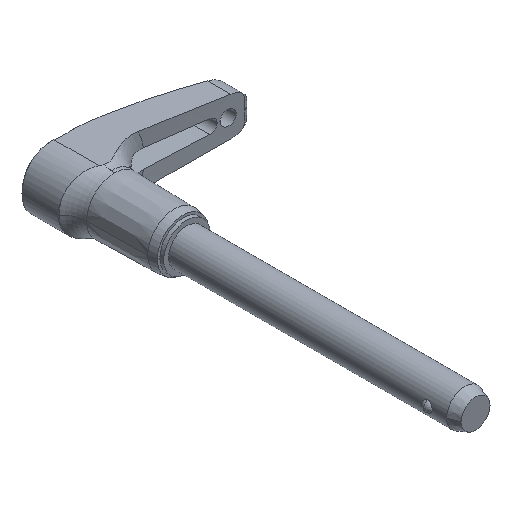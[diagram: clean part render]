
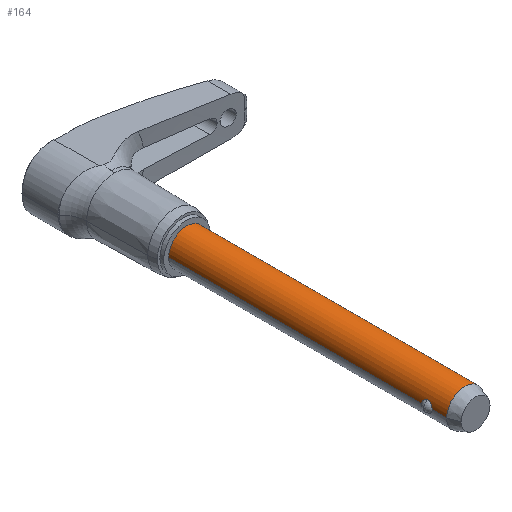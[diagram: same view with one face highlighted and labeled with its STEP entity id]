
A CAD part, isometric view. The second image highlights one B-rep face of the part: STEP entity #164.
In plain terms, the highlighted cylindrical face has radius 4.763 mm (diameter 9.525 mm), a partial arc.
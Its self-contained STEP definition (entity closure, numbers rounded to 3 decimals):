
#164=ADVANCED_FACE('',(#350),#351,.T.);
#350=FACE_OUTER_BOUND('',#559,.T.);
#351=CYLINDRICAL_SURFACE('',#560,4.763);
#559=EDGE_LOOP('',(#986,#987,#988,#989,#990,#991,#992,#993,#994,#995));
#560=AXIS2_PLACEMENT_3D('',#996,#997,#998);
#986=ORIENTED_EDGE('',*,*,#1426,.T.);
#987=ORIENTED_EDGE('',*,*,#1359,.T.);
#988=ORIENTED_EDGE('',*,*,#1427,.T.);
#989=ORIENTED_EDGE('',*,*,#1428,.T.);
#990=ORIENTED_EDGE('',*,*,#1429,.F.);
#991=ORIENTED_EDGE('',*,*,#1430,.T.);
#992=ORIENTED_EDGE('',*,*,#1382,.T.);
#993=ORIENTED_EDGE('',*,*,#1431,.T.);
#994=ORIENTED_EDGE('',*,*,#1432,.T.);
#995=ORIENTED_EDGE('',*,*,#1433,.T.);
#996=CARTESIAN_POINT('',(0.0,-37.656,0.0));
#997=DIRECTION('',(-0.0,1.0,0.0));
#998=DIRECTION('',(1.0,0.0,0.0));
#1359=EDGE_CURVE('',#1665,#1663,#1666,.T.);
#1382=EDGE_CURVE('',#1698,#1695,#1699,.T.);
#1426=EDGE_CURVE('',#1757,#1665,#1758,.T.);
#1427=EDGE_CURVE('',#1663,#1759,#1760,.T.);
#1428=EDGE_CURVE('',#1759,#1761,#1762,.T.);
#1429=EDGE_CURVE('',#1763,#1761,#1764,.T.);
#1430=EDGE_CURVE('',#1763,#1698,#1765,.T.);
#1431=EDGE_CURVE('',#1695,#1766,#1767,.T.);
#1432=EDGE_CURVE('',#1766,#1768,#1769,.T.);
#1433=EDGE_CURVE('',#1768,#1757,#1770,.T.);
#1663=VERTEX_POINT('',#2546);
#1665=VERTEX_POINT('',#2548);
#1666=B_SPLINE_CURVE_WITH_KNOTS('',3,(#2549,#2550,#2551,#2552,#2553,#2554,#2555,#2556,#2557,#2558,#2559,#2560,#2561,#2562),.UNSPECIFIED.,.F.,.F.,(4,2,2,2,2,2,4),(2.083,2.447,2.811,3.028,3.245,3.706,4.167),.UNSPECIFIED.);
#1695=VERTEX_POINT('',#2673);
#1698=VERTEX_POINT('',#2676);
#1699=B_SPLINE_CURVE_WITH_KNOTS('',3,(#2677,#2678,#2679,#2680,#2681,#2682,#2683,#2684,#2685,#2686,#2687,#2688,#2689,#2690),.UNSPECIFIED.,.F.,.F.,(4,2,2,2,2,2,4),(6.25,6.614,6.978,7.194,7.411,7.872,8.333),.UNSPECIFIED.);
#1757=VERTEX_POINT('',#2895);
#1758=LINE('',#2896,#2897);
#1759=VERTEX_POINT('',#2898);
#1760=B_SPLINE_CURVE_WITH_KNOTS('',3,(#2899,#2900,#2901,#2902,#2903,#2904,#2905,#2906,#2907,#2908,#2909,#2910,#2911,#2912),.UNSPECIFIED.,.F.,.F.,(4,2,2,2,2,2,4),(4.167,4.628,5.089,5.305,5.522,5.886,6.25),.UNSPECIFIED.);
#1761=VERTEX_POINT('',#2913);
#1762=LINE('',#2914,#2915);
#1763=VERTEX_POINT('',#2916);
#1764=CIRCLE('',#2917,4.763);
#1765=LINE('',#2918,#2919);
#1766=VERTEX_POINT('',#2920);
#1767=B_SPLINE_CURVE_WITH_KNOTS('',3,(#2921,#2922,#2923,#2924,#2925,#2926,#2927,#2928,#2929,#2930,#2931,#2932,#2933,#2934),.UNSPECIFIED.,.F.,.F.,(4,2,2,2,2,2,4),(0.0,0.461,0.922,1.139,1.355,1.719,2.083),.UNSPECIFIED.);
#1768=VERTEX_POINT('',#2935);
#1769=LINE('',#2936,#2937);
#1770=CIRCLE('',#2938,4.763);
#2546=CARTESIAN_POINT('',(4.543,-67.38,1.429));
#2548=CARTESIAN_POINT('',(4.763,-68.72,0.));
#2549=CARTESIAN_POINT('',(4.763,-68.72,0.0));
#2550=CARTESIAN_POINT('',(4.763,-68.72,0.121));
#2551=CARTESIAN_POINT('',(4.757,-68.705,0.253));
#2552=CARTESIAN_POINT('',(4.737,-68.64,0.507));
#2553=CARTESIAN_POINT('',(4.722,-68.591,0.629));
#2554=CARTESIAN_POINT('',(4.696,-68.498,0.797));
#2555=CARTESIAN_POINT('',(4.684,-68.455,0.863));
#2556=CARTESIAN_POINT('',(4.66,-68.359,0.985));
#2557=CARTESIAN_POINT('',(4.647,-68.305,1.042));
#2558=CARTESIAN_POINT('',(4.612,-68.14,1.192));
#2559=CARTESIAN_POINT('',(4.587,-68.,1.282));
#2560=CARTESIAN_POINT('',(4.552,-67.697,1.4));
#2561=CARTESIAN_POINT('',(4.543,-67.533,1.429));
#2562=CARTESIAN_POINT('',(4.543,-67.38,1.429));
#2673=CARTESIAN_POINT('',(-4.543,-67.38,1.429));
#2676=CARTESIAN_POINT('',(-4.763,-66.04,0.));
#2677=CARTESIAN_POINT('',(-4.763,-66.04,0.));
#2678=CARTESIAN_POINT('',(-4.763,-66.04,0.121));
#2679=CARTESIAN_POINT('',(-4.757,-66.055,0.253));
#2680=CARTESIAN_POINT('',(-4.737,-66.119,0.507));
#2681=CARTESIAN_POINT('',(-4.722,-66.169,0.629));
#2682=CARTESIAN_POINT('',(-4.696,-66.262,0.797));
#2683=CARTESIAN_POINT('',(-4.684,-66.304,0.863));
#2684=CARTESIAN_POINT('',(-4.66,-66.401,0.985));
#2685=CARTESIAN_POINT('',(-4.647,-66.455,1.042));
#2686=CARTESIAN_POINT('',(-4.612,-66.62,1.192));
#2687=CARTESIAN_POINT('',(-4.587,-66.759,1.282));
#2688=CARTESIAN_POINT('',(-4.552,-67.062,1.4));
#2689=CARTESIAN_POINT('',(-4.543,-67.226,1.429));
#2690=CARTESIAN_POINT('',(-4.543,-67.38,1.429));
#2895=CARTESIAN_POINT('',(4.763,-72.53,0.0));
#2896=CARTESIAN_POINT('',(4.763,-37.656,0.));
#2897=VECTOR('',#3426,1.0);
#2898=CARTESIAN_POINT('',(4.763,-66.04,0.));
#2899=CARTESIAN_POINT('',(4.543,-67.38,1.429));
#2900=CARTESIAN_POINT('',(4.543,-67.226,1.429));
#2901=CARTESIAN_POINT('',(4.552,-67.062,1.4));
#2902=CARTESIAN_POINT('',(4.587,-66.759,1.282));
#2903=CARTESIAN_POINT('',(4.612,-66.62,1.192));
#2904=CARTESIAN_POINT('',(4.647,-66.455,1.042));
#2905=CARTESIAN_POINT('',(4.66,-66.401,0.985));
#2906=CARTESIAN_POINT('',(4.684,-66.304,0.863));
#2907=CARTESIAN_POINT('',(4.696,-66.262,0.797));
#2908=CARTESIAN_POINT('',(4.722,-66.169,0.629));
#2909=CARTESIAN_POINT('',(4.737,-66.119,0.507));
#2910=CARTESIAN_POINT('',(4.757,-66.055,0.253));
#2911=CARTESIAN_POINT('',(4.763,-66.04,0.121));
#2912=CARTESIAN_POINT('',(4.763,-66.04,0.));
#2913=CARTESIAN_POINT('',(4.763,0.0,0.0));
#2914=CARTESIAN_POINT('',(4.763,-37.656,0.));
#2915=VECTOR('',#3427,1.0);
#2916=CARTESIAN_POINT('',(-4.763,0.0,0.));
#2917=AXIS2_PLACEMENT_3D('',#3428,#3429,#3430);
#2918=CARTESIAN_POINT('',(-4.763,-37.656,0.));
#2919=VECTOR('',#3431,1.0);
#2920=CARTESIAN_POINT('',(-4.763,-68.72,0.));
#2921=CARTESIAN_POINT('',(-4.543,-67.38,1.429));
#2922=CARTESIAN_POINT('',(-4.543,-67.533,1.429));
#2923=CARTESIAN_POINT('',(-4.552,-67.697,1.4));
#2924=CARTESIAN_POINT('',(-4.587,-68.,1.282));
#2925=CARTESIAN_POINT('',(-4.612,-68.14,1.192));
#2926=CARTESIAN_POINT('',(-4.647,-68.305,1.042));
#2927=CARTESIAN_POINT('',(-4.66,-68.359,0.985));
#2928=CARTESIAN_POINT('',(-4.684,-68.455,0.863));
#2929=CARTESIAN_POINT('',(-4.696,-68.498,0.797));
#2930=CARTESIAN_POINT('',(-4.722,-68.591,0.629));
#2931=CARTESIAN_POINT('',(-4.737,-68.64,0.507));
#2932=CARTESIAN_POINT('',(-4.757,-68.705,0.253));
#2933=CARTESIAN_POINT('',(-4.763,-68.72,0.121));
#2934=CARTESIAN_POINT('',(-4.763,-68.72,0.));
#2935=CARTESIAN_POINT('',(-4.763,-72.53,0.));
#2936=CARTESIAN_POINT('',(-4.763,-37.656,0.));
#2937=VECTOR('',#3432,1.0);
#2938=AXIS2_PLACEMENT_3D('',#3433,#3434,#3435);
#3426=DIRECTION('',(0.0,1.0,0.0));
#3427=DIRECTION('',(0.0,1.0,0.0));
#3428=CARTESIAN_POINT('',(0.0,0.0,0.0));
#3429=DIRECTION('',(-0.0,1.0,0.0));
#3430=DIRECTION('',(1.0,0.0,0.0));
#3431=DIRECTION('',(-0.0,-1.0,-0.0));
#3432=DIRECTION('',(-0.0,-1.0,-0.0));
#3433=CARTESIAN_POINT('',(0.0,-72.53,0.0));
#3434=DIRECTION('',(0.,1.0,0.0));
#3435=DIRECTION('',(1.0,0.,0.0));
